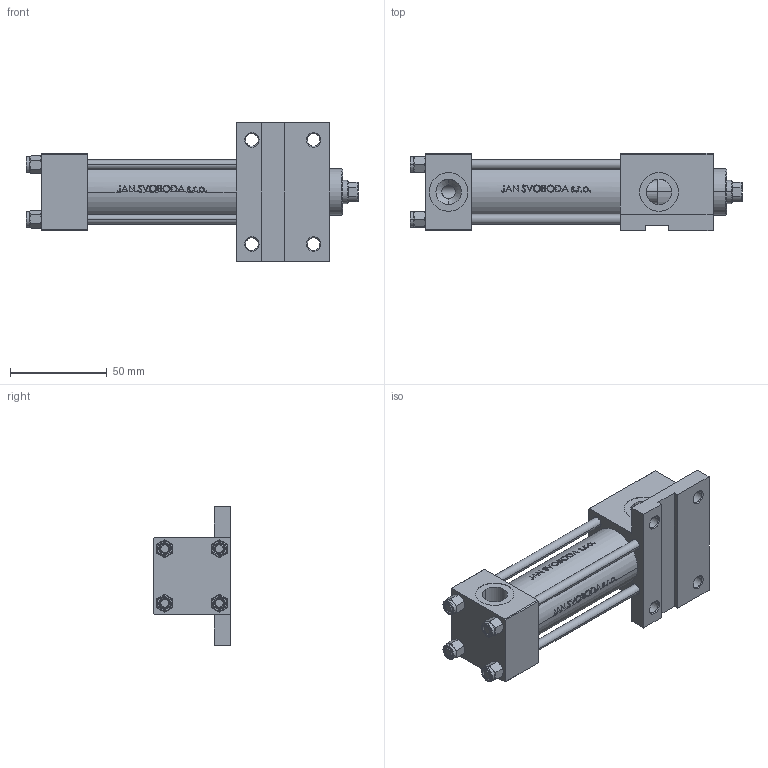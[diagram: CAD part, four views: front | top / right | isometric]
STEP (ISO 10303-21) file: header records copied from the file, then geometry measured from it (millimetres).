
FILE_DESCRIPTION (( 'STEP AP203' ), '1' );
FILE_NAME ('76ff.STEP', '2022-04-14T13:21:39', ( '' ), ( '' ), 'SwSTEP 2.0', 'SolidWorks 2019', '' );
FILE_SCHEMA (( 'CONFIG_CONTROL_DESIGN' ));
Length unit declared in the file: millimetre
Products named in the file (6): V215CR_VCP_F d2e1b420046304921addd6886dd1dc6a; V215_VC_A d2e1b420046304921addd6886dd1dc6a; 76ff; NUT_M5_F d2e1b420046304921addd6886dd1dc6a; V215CR_F_TYCINKA d2e1b420046304921addd6886dd1dc6a; V215CR_F_Body d2e1b420046304921addd6886dd1dc6a
Assembly tree (11 placements, depth 2):
  76ff
    V215CR_F_Body d2e1b420046304921addd6886dd1dc6a
    V215CR_VCP_F d2e1b420046304921addd6886dd1dc6a
    V215CR_F_TYCINKA d2e1b420046304921addd6886dd1dc6a  x4
    NUT_M5_F d2e1b420046304921addd6886dd1dc6a  x4
    V215_VC_A d2e1b420046304921addd6886dd1dc6a
Bounding box: 172 x 40 x 72 mm (x, y, z)
Volume: 166146.2 mm3; surface area: 66911 mm2
Topology: 11 solids, 11 shells, 1114 faces, 2804 edges, 1795 vertices
Faces by surface type: plane 437, bspline 380, cone 152, cylinder 137, torus 8
Entity records: 48114 total; most frequent: CARTESIAN_POINT 25974, ORIENTED_EDGE 5100, DIRECTION 3174, EDGE_CURVE 2550, VERTEX_POINT 1651, VECTOR 1316, LINE 1316, EDGE_LOOP 1097
